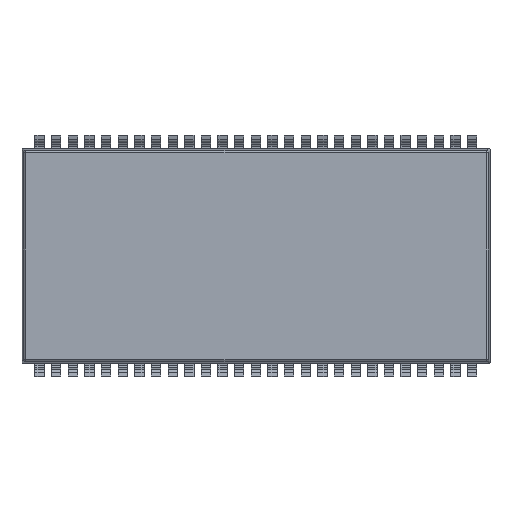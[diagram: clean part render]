
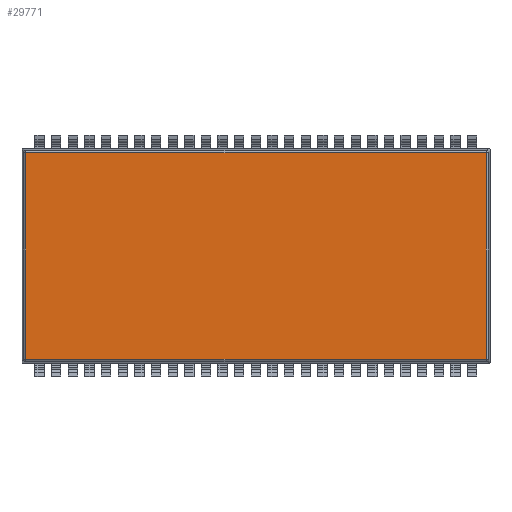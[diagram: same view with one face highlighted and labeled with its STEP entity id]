
A CAD part, front view. The second image highlights one B-rep face of the part: STEP entity #29771.
In plain terms, the highlighted planar face has unit normal (0, -1, 0).
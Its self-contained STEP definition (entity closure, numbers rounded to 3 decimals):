
#357 = VERTEX_POINT ( 'NONE', #16630 ) ;
#419 = CARTESIAN_POINT ( 'NONE',  ( -22.5, 0.2, -0.185 ) ) ;
#1657 = DIRECTION ( 'NONE',  ( 0., 0., -1. ) ) ;
#2828 = LINE ( 'NONE', #33438, #29562 ) ;
#4366 = CARTESIAN_POINT ( 'NONE',  ( -22.315, 0.2, -10.117 ) ) ;
#4602 = VERTEX_POINT ( 'NONE', #14499 ) ;
#5179 = DIRECTION ( 'NONE',  ( 0., -1., 0. ) ) ;
#6954 = VECTOR ( 'NONE', #20900, 1000. ) ;
#7161 = ORIENTED_EDGE ( 'NONE', *, *, #20333, .T. ) ;
#7531 = EDGE_CURVE ( 'NONE', #357, #4602, #10968, .T. ) ;
#8725 = CARTESIAN_POINT ( 'NONE',  ( 0., 0.2, 0. ) ) ;
#8980 = EDGE_CURVE ( 'NONE', #4602, #9862, #31321, .T. ) ;
#9318 = ORIENTED_EDGE ( 'NONE', *, *, #28765, .T. ) ;
#9862 = VERTEX_POINT ( 'NONE', #4366 ) ;
#10968 = LINE ( 'NONE', #419, #18969 ) ;
#12185 = PLANE ( 'NONE',  #19072 ) ;
#14499 = CARTESIAN_POINT ( 'NONE',  ( -22.315, 0.2, -0.185 ) ) ;
#16418 = FACE_OUTER_BOUND ( 'NONE', #16901, .T. ) ;
#16630 = CARTESIAN_POINT ( 'NONE',  ( -0.182, 0.2, -0.185 ) ) ;
#16901 = EDGE_LOOP ( 'NONE', ( #9318, #7161, #29982, #28016 ) ) ;
#17616 = VECTOR ( 'NONE', #20896, 1000. ) ;
#18008 = VERTEX_POINT ( 'NONE', #24933 ) ;
#18969 = VECTOR ( 'NONE', #31020, 1000. ) ;
#19072 = AXIS2_PLACEMENT_3D ( 'NONE', #8725, #5179, #1657 ) ;
#20333 = EDGE_CURVE ( 'NONE', #18008, #357, #27853, .T. ) ;
#20896 = DIRECTION ( 'NONE',  ( 0., 0., 1. ) ) ;
#20900 = DIRECTION ( 'NONE',  ( 0., 0., -1. ) ) ;
#24384 = CARTESIAN_POINT ( 'NONE',  ( -0.182, 0.2, -0.185 ) ) ;
#24387 = CARTESIAN_POINT ( 'NONE',  ( -22.315, 0.2, -10.117 ) ) ;
#24933 = CARTESIAN_POINT ( 'NONE',  ( -0.182, 0.2, -10.117 ) ) ;
#27853 = LINE ( 'NONE', #24384, #17616 ) ;
#28016 = ORIENTED_EDGE ( 'NONE', *, *, #8980, .T. ) ;
#28765 = EDGE_CURVE ( 'NONE', #9862, #18008, #2828, .T. ) ;
#29562 = VECTOR ( 'NONE', #29977, 1000. ) ;
#29771 = ADVANCED_FACE ( 'NONE', ( #16418 ), #12185, .T. ) ;
#29977 = DIRECTION ( 'NONE',  ( 1., 0., 0. ) ) ;
#29982 = ORIENTED_EDGE ( 'NONE', *, *, #7531, .T. ) ;
#31020 = DIRECTION ( 'NONE',  ( -1., 0., 0. ) ) ;
#31321 = LINE ( 'NONE', #24387, #6954 ) ;
#33438 = CARTESIAN_POINT ( 'NONE',  ( 0., 0.2, -10.117 ) ) ;
